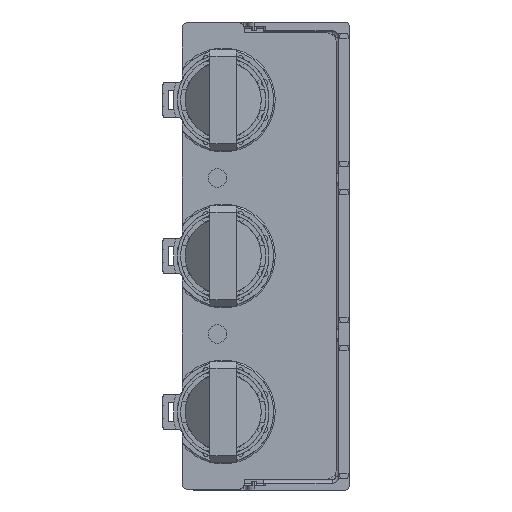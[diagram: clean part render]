
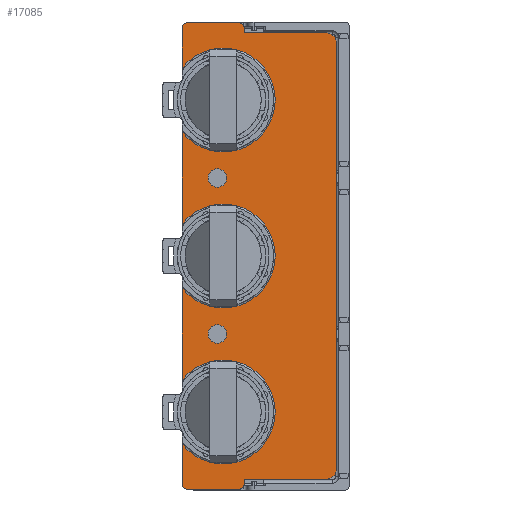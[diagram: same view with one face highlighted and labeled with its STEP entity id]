
A CAD part, front view. The second image highlights one B-rep face of the part: STEP entity #17085.
In plain terms, the highlighted planar face has unit normal (0, -1, 0).
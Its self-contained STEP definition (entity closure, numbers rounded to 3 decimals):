
#1751=CARTESIAN_POINT('',(101.,-33.,17.));
#1752=DIRECTION('',(0.,1.,0.));
#1753=DIRECTION('',(0.,0.,1.));
#1754=AXIS2_PLACEMENT_3D('',#1751,#1752,#1753);
#1756=CARTESIAN_POINT('',(101.,-33.,-110.));
#1757=DIRECTION('',(0.,1.,0.));
#1758=DIRECTION('',(1.,0.,0.));
#1759=AXIS2_PLACEMENT_3D('',#1756,#1757,#1758);
#1761=CARTESIAN_POINT('',(75.,-33.,-114.5));
#1762=DIRECTION('',(0.,1.,0.));
#1763=DIRECTION('',(1.,0.,0.));
#1764=AXIS2_PLACEMENT_3D('',#1761,#1762,#1763);
#1766=CARTESIAN_POINT('',(59.5,-33.,-114.5));
#1767=DIRECTION('',(0.,1.,0.));
#1768=DIRECTION('',(0.,0.,-1.));
#1769=AXIS2_PLACEMENT_3D('',#1766,#1767,#1768);
#1771=CARTESIAN_POINT('',(70.25,-33.,-93.));
#1772=DIRECTION('',(0.,-1.,0.));
#1773=DIRECTION('',(-0.79,0.,-0.613));
#1774=AXIS2_PLACEMENT_3D('',#1771,#1772,#1773);
#1776=CARTESIAN_POINT('',(70.25,-33.,-93.));
#1777=DIRECTION('',(0.,-1.,0.));
#1778=DIRECTION('',(1.,0.,0.002));
#1779=AXIS2_PLACEMENT_3D('',#1776,#1777,#1778);
#1781=CARTESIAN_POINT('',(70.25,-33.,-46.5));
#1782=DIRECTION('',(0.,-1.,0.));
#1783=DIRECTION('',(-0.79,0.,-0.613));
#1784=AXIS2_PLACEMENT_3D('',#1781,#1782,#1783);
#1786=CARTESIAN_POINT('',(70.25,-33.,-46.5));
#1787=DIRECTION('',(0.,-1.,0.));
#1788=DIRECTION('',(1.,0.,0.002));
#1789=AXIS2_PLACEMENT_3D('',#1786,#1787,#1788);
#1791=CARTESIAN_POINT('',(70.25,-33.,0.));
#1792=DIRECTION('',(0.,-1.,0.));
#1793=DIRECTION('',(-0.79,0.,-0.613));
#1794=AXIS2_PLACEMENT_3D('',#1791,#1792,#1793);
#1796=CARTESIAN_POINT('',(70.25,-33.,0.));
#1797=DIRECTION('',(0.,-1.,0.));
#1798=DIRECTION('',(1.,0.,0.002));
#1799=AXIS2_PLACEMENT_3D('',#1796,#1797,#1798);
#1801=CARTESIAN_POINT('',(59.5,-33.,21.5));
#1802=DIRECTION('',(0.,1.,0.));
#1803=DIRECTION('',(-1.,0.,0.));
#1804=AXIS2_PLACEMENT_3D('',#1801,#1802,#1803);
#1806=CARTESIAN_POINT('',(75.,-33.,21.5));
#1807=DIRECTION('',(0.,1.,0.));
#1808=DIRECTION('',(0.,0.,1.));
#1809=AXIS2_PLACEMENT_3D('',#1806,#1807,#1808);
#1811=CARTESIAN_POINT('',(68.5,-33.,-69.75));
#1812=DIRECTION('',(0.,-1.,0.));
#1813=DIRECTION('',(0.,0.,-1.));
#1814=AXIS2_PLACEMENT_3D('',#1811,#1812,#1813);
#1816=CARTESIAN_POINT('',(68.5,-33.,-69.75));
#1817=DIRECTION('',(0.,-1.,0.));
#1818=DIRECTION('',(0.,0.,1.));
#1819=AXIS2_PLACEMENT_3D('',#1816,#1817,#1818);
#1821=CARTESIAN_POINT('',(68.5,-33.,-23.25));
#1822=DIRECTION('',(0.,-1.,0.));
#1823=DIRECTION('',(0.,0.,-1.));
#1824=AXIS2_PLACEMENT_3D('',#1821,#1822,#1823);
#1826=CARTESIAN_POINT('',(68.5,-33.,-23.25));
#1827=DIRECTION('',(0.,-1.,0.));
#1828=DIRECTION('',(0.,0.,1.));
#1829=AXIS2_PLACEMENT_3D('',#1826,#1827,#1828);
#1839=DIRECTION('',(-1.,0.,0.));
#1840=VECTOR('',#1839,24.5);
#1841=CARTESIAN_POINT('',(101.,-33.,20.));
#1842=LINE('',#1841,#1840);
#1851=DIRECTION('',(0.,0.,1.));
#1852=VECTOR('',#1851,1.5);
#1853=CARTESIAN_POINT('',(76.5,-33.,20.));
#1854=LINE('',#1853,#1852);
#3097=DIRECTION('',(0.,0.,-1.));
#3098=VECTOR('',#3097,27.507);
#3099=CARTESIAN_POINT('',(58.,-33.,-9.497));
#3100=LINE('',#3099,#3098);
#3548=DIRECTION('',(0.,0.,-1.));
#3549=VECTOR('',#3548,27.507);
#3550=CARTESIAN_POINT('',(58.,-33.,-55.997));
#3551=LINE('',#3550,#3549);
#5819=DIRECTION('',(1.,0.,0.));
#5820=VECTOR('',#5819,24.5);
#5821=CARTESIAN_POINT('',(76.5,-33.,-113.));
#5822=LINE('',#5821,#5820);
#5900=DIRECTION('',(0.,0.,1.));
#5901=VECTOR('',#5900,127.);
#5902=CARTESIAN_POINT('',(104.,-33.,-110.));
#5903=LINE('',#5902,#5901);
#7784=DIRECTION('',(0.,0.,-1.));
#7785=VECTOR('',#7784,12.003);
#7786=CARTESIAN_POINT('',(58.,-33.,-102.497));
#7787=LINE('',#7786,#7785);
#7885=DIRECTION('',(1.,0.,0.));
#7886=VECTOR('',#7885,15.5);
#7887=CARTESIAN_POINT('',(59.5,-33.,-116.));
#7888=LINE('',#7887,#7886);
#7893=DIRECTION('',(0.,0.,1.));
#7894=VECTOR('',#7893,1.5);
#7895=CARTESIAN_POINT('',(76.5,-33.,-114.5));
#7896=LINE('',#7895,#7894);
#8876=DIRECTION('',(0.,0.,-1.));
#8877=VECTOR('',#8876,12.003);
#8878=CARTESIAN_POINT('',(58.,-33.,21.5));
#8879=LINE('',#8878,#8877);
#12062=DIRECTION('',(-1.,0.,0.));
#12063=VECTOR('',#12062,15.5);
#12064=CARTESIAN_POINT('',(75.,-33.,23.));
#12065=LINE('',#12064,#12063);
#12630=CARTESIAN_POINT('',(68.5,-33.,-26.));
#12631=VERTEX_POINT('',#12630);
#12632=CARTESIAN_POINT('',(68.5,-33.,-20.5));
#12633=VERTEX_POINT('',#12632);
#12742=CARTESIAN_POINT('',(68.5,-33.,-72.5));
#12743=CARTESIAN_POINT('',(68.5,-33.,-67.));
#12744=VERTEX_POINT('',#12742);
#12745=VERTEX_POINT('',#12743);
#12746=CARTESIAN_POINT('',(101.,-33.,20.));
#12747=CARTESIAN_POINT('',(104.,-33.,17.));
#12748=VERTEX_POINT('',#12746);
#12749=VERTEX_POINT('',#12747);
#12750=CARTESIAN_POINT('',(104.,-33.,-110.));
#12751=VERTEX_POINT('',#12750);
#12752=CARTESIAN_POINT('',(101.,-33.,-113.));
#12753=VERTEX_POINT('',#12752);
#12754=CARTESIAN_POINT('',(76.5,-33.,-114.5));
#12755=CARTESIAN_POINT('',(76.5,-33.,-113.));
#12756=VERTEX_POINT('',#12754);
#12757=VERTEX_POINT('',#12755);
#12758=CARTESIAN_POINT('',(75.,-33.,-116.));
#12759=VERTEX_POINT('',#12758);
#12760=CARTESIAN_POINT('',(59.5,-33.,-116.));
#12761=VERTEX_POINT('',#12760);
#12762=CARTESIAN_POINT('',(58.,-33.,-114.5));
#12763=VERTEX_POINT('',#12762);
#12764=CARTESIAN_POINT('',(58.,-33.,-55.997));
#12765=CARTESIAN_POINT('',(58.,-33.,-83.503));
#12766=VERTEX_POINT('',#12764);
#12767=VERTEX_POINT('',#12765);
#12768=CARTESIAN_POINT('',(58.,-33.,-9.497));
#12769=CARTESIAN_POINT('',(58.,-33.,-37.003));
#12770=VERTEX_POINT('',#12768);
#12771=VERTEX_POINT('',#12769);
#12772=CARTESIAN_POINT('',(58.,-33.,21.5));
#12773=CARTESIAN_POINT('',(59.5,-33.,23.));
#12774=VERTEX_POINT('',#12772);
#12775=VERTEX_POINT('',#12773);
#12776=CARTESIAN_POINT('',(75.,-33.,23.));
#12777=VERTEX_POINT('',#12776);
#12778=CARTESIAN_POINT('',(76.5,-33.,21.5));
#12779=VERTEX_POINT('',#12778);
#12780=CARTESIAN_POINT('',(76.5,-33.,20.));
#12781=VERTEX_POINT('',#12780);
#13368=CARTESIAN_POINT('',(58.,-33.,-102.497));
#13369=CARTESIAN_POINT('',(85.75,-33.,-92.976));
#13370=VERTEX_POINT('',#13368);
#13371=VERTEX_POINT('',#13369);
#13382=CARTESIAN_POINT('',(58.,-33.,9.497));
#13383=VERTEX_POINT('',#13382);
#13572=CARTESIAN_POINT('',(85.75,-33.,-46.476));
#13573=VERTEX_POINT('',#13572);
#14255=CARTESIAN_POINT('',(85.75,-33.,0.024));
#14256=VERTEX_POINT('',#14255);
#17022=CARTESIAN_POINT('',(81.,-33.,-46.5));
#17023=DIRECTION('',(0.,1.,0.));
#17024=DIRECTION('',(-1.,0.,0.));
#17025=AXIS2_PLACEMENT_3D('',#17022,#17023,#17024);
#17026=PLANE('',#17025);
#17028=ORIENTED_EDGE('',*,*,#17027,.T.);
#17030=ORIENTED_EDGE('',*,*,#17029,.F.);
#17032=ORIENTED_EDGE('',*,*,#17031,.T.);
#17034=ORIENTED_EDGE('',*,*,#17033,.F.);
#17036=ORIENTED_EDGE('',*,*,#17035,.F.);
#17038=ORIENTED_EDGE('',*,*,#17037,.T.);
#17040=ORIENTED_EDGE('',*,*,#17039,.F.);
#17042=ORIENTED_EDGE('',*,*,#17041,.T.);
#17044=ORIENTED_EDGE('',*,*,#17043,.F.);
#17046=ORIENTED_EDGE('',*,*,#17045,.T.);
#17048=ORIENTED_EDGE('',*,*,#17047,.T.);
#17050=ORIENTED_EDGE('',*,*,#17049,.F.);
#17052=ORIENTED_EDGE('',*,*,#17051,.T.);
#17054=ORIENTED_EDGE('',*,*,#17053,.T.);
#17056=ORIENTED_EDGE('',*,*,#17055,.F.);
#17058=ORIENTED_EDGE('',*,*,#17057,.T.);
#17060=ORIENTED_EDGE('',*,*,#17059,.T.);
#17062=ORIENTED_EDGE('',*,*,#17061,.F.);
#17064=ORIENTED_EDGE('',*,*,#17063,.T.);
#17066=ORIENTED_EDGE('',*,*,#17065,.F.);
#17068=ORIENTED_EDGE('',*,*,#17067,.T.);
#17070=ORIENTED_EDGE('',*,*,#17069,.F.);
#17072=ORIENTED_EDGE('',*,*,#17071,.F.);
#17073=EDGE_LOOP('',(#17028,#17030,#17032,#17034,#17036,#17038,#17040,#17042,
#17044,#17046,#17048,#17050,#17052,#17054,#17056,#17058,#17060,#17062,#17064,
#17066,#17068,#17070,#17072));
#17074=FACE_OUTER_BOUND('',#17073,.F.);
#17075=ORIENTED_EDGE('',*,*,#17001,.T.);
#17076=ORIENTED_EDGE('',*,*,#17015,.T.);
#17077=EDGE_LOOP('',(#17075,#17076));
#17078=FACE_BOUND('',#17077,.F.);
#17080=ORIENTED_EDGE('',*,*,#17079,.T.);
#17082=ORIENTED_EDGE('',*,*,#17081,.T.);
#17083=EDGE_LOOP('',(#17080,#17082));
#17084=FACE_BOUND('',#17083,.F.);
#1755=CIRCLE('',#1754,3.);
#1760=CIRCLE('',#1759,3.);
#1765=CIRCLE('',#1764,1.5);
#1770=CIRCLE('',#1769,1.5);
#1775=CIRCLE('',#1774,15.5);
#1780=CIRCLE('',#1779,15.5);
#1785=CIRCLE('',#1784,15.5);
#1790=CIRCLE('',#1789,15.5);
#1795=CIRCLE('',#1794,15.5);
#1800=CIRCLE('',#1799,15.5);
#1805=CIRCLE('',#1804,1.5);
#1810=CIRCLE('',#1809,1.5);
#1815=CIRCLE('',#1814,2.75);
#1820=CIRCLE('',#1819,2.75);
#1825=CIRCLE('',#1824,2.75);
#1830=CIRCLE('',#1829,2.75);
#17001=EDGE_CURVE('',#12744,#12745,#1815,.T.);
#17015=EDGE_CURVE('',#12745,#12744,#1820,.T.);
#17027=EDGE_CURVE('',#12748,#12749,#1755,.T.);
#17029=EDGE_CURVE('',#12751,#12749,#5903,.T.);
#17031=EDGE_CURVE('',#12751,#12753,#1760,.T.);
#17033=EDGE_CURVE('',#12757,#12753,#5822,.T.);
#17035=EDGE_CURVE('',#12756,#12757,#7896,.T.);
#17037=EDGE_CURVE('',#12756,#12759,#1765,.T.);
#17039=EDGE_CURVE('',#12761,#12759,#7888,.T.);
#17041=EDGE_CURVE('',#12761,#12763,#1770,.T.);
#17043=EDGE_CURVE('',#13370,#12763,#7787,.T.);
#17045=EDGE_CURVE('',#13370,#13371,#1775,.T.);
#17047=EDGE_CURVE('',#13371,#12767,#1780,.T.);
#17049=EDGE_CURVE('',#12766,#12767,#3551,.T.);
#17051=EDGE_CURVE('',#12766,#13573,#1785,.T.);
#17053=EDGE_CURVE('',#13573,#12771,#1790,.T.);
#17055=EDGE_CURVE('',#12770,#12771,#3100,.T.);
#17057=EDGE_CURVE('',#12770,#14256,#1795,.T.);
#17059=EDGE_CURVE('',#14256,#13383,#1800,.T.);
#17061=EDGE_CURVE('',#12774,#13383,#8879,.T.);
#17063=EDGE_CURVE('',#12774,#12775,#1805,.T.);
#17065=EDGE_CURVE('',#12777,#12775,#12065,.T.);
#17067=EDGE_CURVE('',#12777,#12779,#1810,.T.);
#17069=EDGE_CURVE('',#12781,#12779,#1854,.T.);
#17071=EDGE_CURVE('',#12748,#12781,#1842,.T.);
#17079=EDGE_CURVE('',#12631,#12633,#1825,.T.);
#17081=EDGE_CURVE('',#12633,#12631,#1830,.T.);
#17085=ADVANCED_FACE('',(#17074,#17078,#17084),#17026,.F.);
